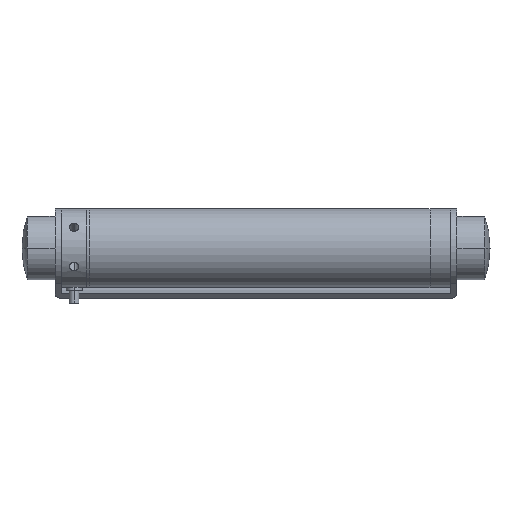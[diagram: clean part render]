
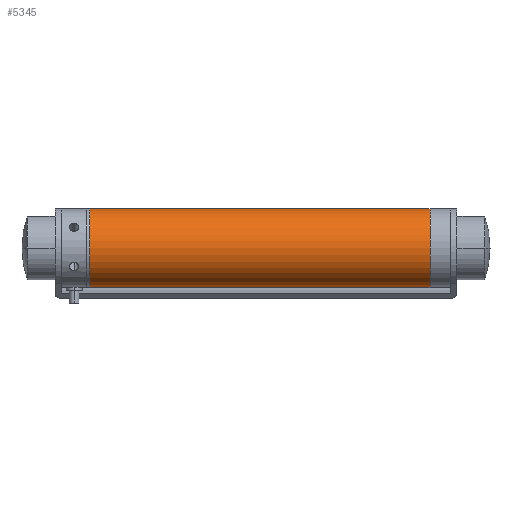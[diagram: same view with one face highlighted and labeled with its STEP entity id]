
A CAD part, left-side view. The second image highlights one B-rep face of the part: STEP entity #5345.
In plain terms, the highlighted cylindrical face has radius 12.5 mm (diameter 25 mm), a partial arc.
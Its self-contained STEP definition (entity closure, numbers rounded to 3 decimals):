
#3169 = CARTESIAN_POINT ( 'NONE',  ( 0., 52.6, 12.5 ) ) ;
#3196 = DIRECTION ( 'NONE',  ( 0., 0., 1. ) ) ;
#3197 = DIRECTION ( 'NONE',  ( 0., 1., 0. ) ) ;
#3198 = CARTESIAN_POINT ( 'NONE',  ( 0., -55.1, 0. ) ) ;
#3199 = AXIS2_PLACEMENT_3D ( 'NONE', #3198, #3197, #3196 ) ;
#3200 = CIRCLE ( 'NONE', #3199, 12.5 ) ;
#3210 = DIRECTION ( 'NONE',  ( 0., 0., -1. ) ) ;
#3211 = DIRECTION ( 'NONE',  ( 0., -1., 0. ) ) ;
#3212 = CARTESIAN_POINT ( 'NONE',  ( 0., 63.6, 0. ) ) ;
#3213 = AXIS2_PLACEMENT_3D ( 'NONE', #3212, #3211, #3210 ) ;
#3214 = CYLINDRICAL_SURFACE ( 'NONE', #3213, 12.5 ) ;
#3215 = FACE_OUTER_BOUND ( 'NONE', #5335, .T. ) ;
#3216 = DIRECTION ( 'NONE',  ( 0., -1., 0. ) ) ;
#3217 = VECTOR ( 'NONE', #3216, 1000. ) ;
#3218 = CARTESIAN_POINT ( 'NONE',  ( 0., 63.6, 12.5 ) ) ;
#3219 = LINE ( 'NONE', #3218, #3217 ) ;
#3221 = DIRECTION ( 'NONE',  ( 0., 0., -1. ) ) ;
#3222 = DIRECTION ( 'NONE',  ( 0., -1., 0. ) ) ;
#3223 = CARTESIAN_POINT ( 'NONE',  ( 0., 52.6, 0. ) ) ;
#3224 = AXIS2_PLACEMENT_3D ( 'NONE', #3223, #3222, #3221 ) ;
#3225 = CIRCLE ( 'NONE', #3224, 12.5 ) ;
#3226 = CARTESIAN_POINT ( 'NONE',  ( 0., -55.1, 12.5 ) ) ;
#3227 = CARTESIAN_POINT ( 'NONE',  ( 0., -55.1, -12.5 ) ) ;
#3228 = CARTESIAN_POINT ( 'NONE',  ( 0., 52.6, -12.5 ) ) ;
#3270 = DIRECTION ( 'NONE',  ( 0., -1., 0. ) ) ;
#3271 = VECTOR ( 'NONE', #3270, 1000. ) ;
#3272 = CARTESIAN_POINT ( 'NONE',  ( 0., 63.6, -12.5 ) ) ;
#3273 = LINE ( 'NONE', #3272, #3271 ) ;
#5192 = ORIENTED_EDGE ( 'NONE', *, *, #5317, .T. ) ;
#5295 = VERTEX_POINT ( 'NONE', #3169 ) ;
#5317 = EDGE_CURVE ( 'NONE', #5337, #5339, #3200, .T. ) ;
#5334 = ORIENTED_EDGE ( 'NONE', *, *, #5343, .F. ) ;
#5335 = EDGE_LOOP ( 'NONE', ( #5334, #5341, #5347, #5192 ) ) ;
#5336 = VERTEX_POINT ( 'NONE', #3228 ) ;
#5337 = VERTEX_POINT ( 'NONE', #3227 ) ;
#5339 = VERTEX_POINT ( 'NONE', #3226 ) ;
#5340 = EDGE_CURVE ( 'NONE', #5295, #5336, #3225, .T. ) ;
#5341 = ORIENTED_EDGE ( 'NONE', *, *, #5340, .T. ) ;
#5343 = EDGE_CURVE ( 'NONE', #5295, #5339, #3219, .T. ) ;
#5345 = ADVANCED_FACE ( 'NONE', ( #3215 ), #3214, .T. ) ;
#5347 = ORIENTED_EDGE ( 'NONE', *, *, #5348, .T. ) ;
#5348 = EDGE_CURVE ( 'NONE', #5336, #5337, #3273, .T. ) ;
